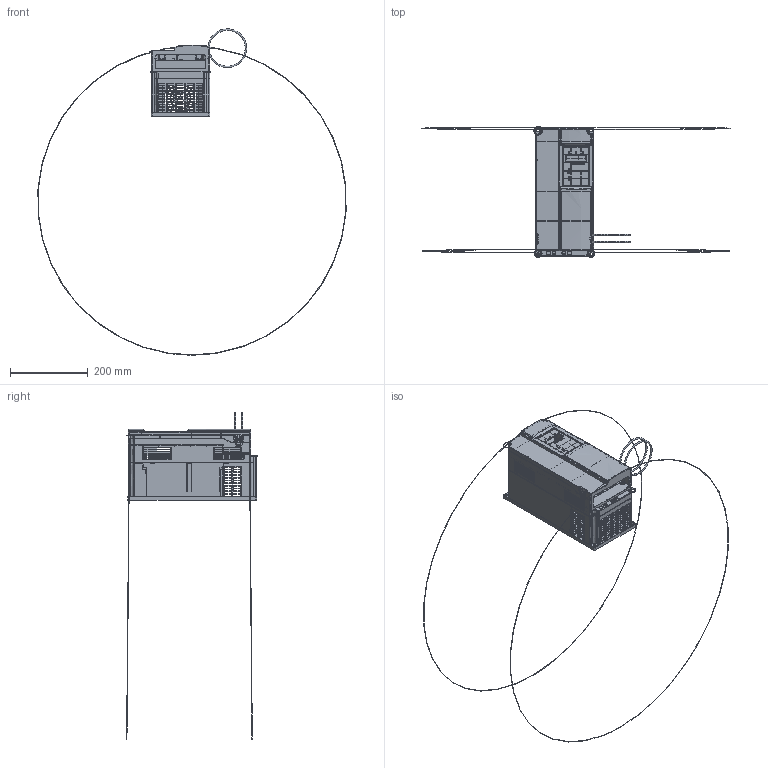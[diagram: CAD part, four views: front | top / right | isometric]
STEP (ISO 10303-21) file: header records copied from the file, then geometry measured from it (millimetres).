
FILE_DESCRIPTION((''),'2;1');
FILE_NAME('S27_ASM_ASM','2019-05-23T',('PC-TR'),(''),'PRO/ENGINEER BY PARAMETRIC TECHNOLOGY CORPORATION, 2010280','PRO/ENGINEER BY PARAMETRIC TECHNOLOGY CORPORATION, 2010280','');
FILE_SCHEMA(('CONFIG_CONTROL_DESIGN'));
Products named in the file (1): S27_ASM_ASM
Bounding box: 793.01 x 337.2 x 839.7 mm (x, y, z)
Surface area: 696614.6 mm2 (no closed solid volume)
Topology: 0 solids, 0 shells, 3954 faces, 22472 edges, 22376 vertices
Faces by surface type: bspline 3827, torus 81, sphere 46
Entity records: 311453 total; most frequent: CARTESIAN_POINT 105708, DIRECTION 32597, TRIMMED_CURVE 30099, VECTOR 27855, LINE 27855, DEFINITIONAL_REPRESENTATION 22326, PCURVE 22326, COMPOSITE_CURVE_SEGMENT 22326
